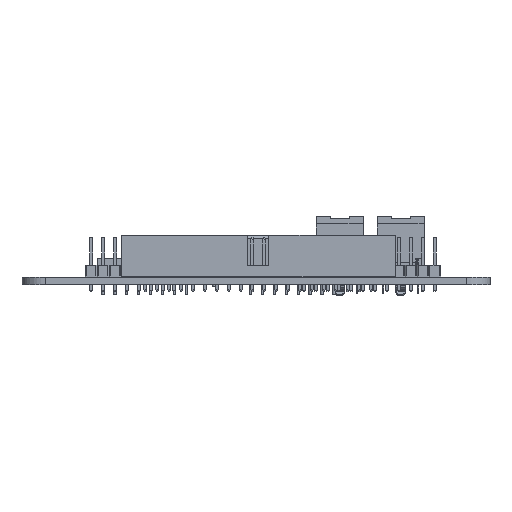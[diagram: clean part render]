
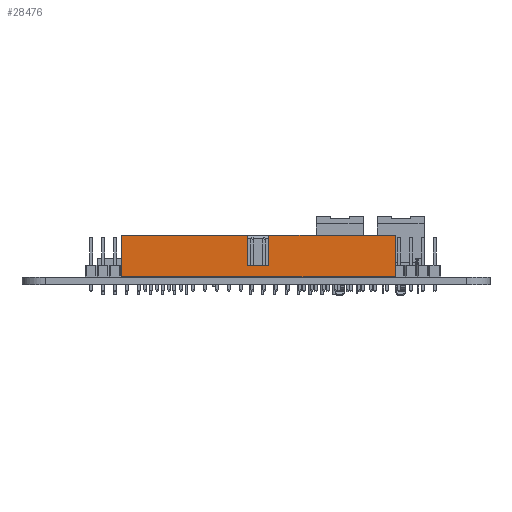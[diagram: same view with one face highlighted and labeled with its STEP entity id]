
A CAD part, front view. The second image highlights one B-rep face of the part: STEP entity #28476.
In plain terms, the highlighted planar face has unit normal (0, -1, 0).
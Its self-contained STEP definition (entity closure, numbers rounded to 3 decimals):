
#27130 = VERTEX_POINT('',#27131);
#27131 = CARTESIAN_POINT('',(29.23,-4.425,-4.425));
#27137 = EDGE_CURVE('',#27130,#27138,#27140,.T.);
#27138 = VERTEX_POINT('',#27139);
#27139 = CARTESIAN_POINT('',(-29.23,-4.425,-4.425));
#27140 = LINE('',#27141,#27142);
#27141 = CARTESIAN_POINT('',(29.23,-4.425,-4.425));
#27142 = VECTOR('',#27143,1.);
#27143 = DIRECTION('',(-1.,0.,0.));
#28476 = ADVANCED_FACE('',(#28477),#28534,.F.);
#28477 = FACE_BOUND('',#28478,.T.);
#28478 = EDGE_LOOP('',(#28479,#28489,#28497,#28505,#28513,#28519,#28520,
    #28528));
#28479 = ORIENTED_EDGE('',*,*,#28480,.F.);
#28480 = EDGE_CURVE('',#28481,#28483,#28485,.T.);
#28481 = VERTEX_POINT('',#28482);
#28482 = CARTESIAN_POINT('',(2.25,-4.425,-2.075));
#28483 = VERTEX_POINT('',#28484);
#28484 = CARTESIAN_POINT('',(2.25,-4.425,4.425));
#28485 = LINE('',#28486,#28487);
#28486 = CARTESIAN_POINT('',(2.25,-4.425,-2.075));
#28487 = VECTOR('',#28488,1.);
#28488 = DIRECTION('',(0.,0.,1.));
#28489 = ORIENTED_EDGE('',*,*,#28490,.T.);
#28490 = EDGE_CURVE('',#28481,#28491,#28493,.T.);
#28491 = VERTEX_POINT('',#28492);
#28492 = CARTESIAN_POINT('',(-2.25,-4.425,-2.075));
#28493 = LINE('',#28494,#28495);
#28494 = CARTESIAN_POINT('',(2.25,-4.425,-2.075));
#28495 = VECTOR('',#28496,1.);
#28496 = DIRECTION('',(-1.,0.,0.));
#28497 = ORIENTED_EDGE('',*,*,#28498,.T.);
#28498 = EDGE_CURVE('',#28491,#28499,#28501,.T.);
#28499 = VERTEX_POINT('',#28500);
#28500 = CARTESIAN_POINT('',(-2.25,-4.425,4.425));
#28501 = LINE('',#28502,#28503);
#28502 = CARTESIAN_POINT('',(-2.25,-4.425,-2.075));
#28503 = VECTOR('',#28504,1.);
#28504 = DIRECTION('',(0.,0.,1.));
#28505 = ORIENTED_EDGE('',*,*,#28506,.F.);
#28506 = EDGE_CURVE('',#28507,#28499,#28509,.T.);
#28507 = VERTEX_POINT('',#28508);
#28508 = CARTESIAN_POINT('',(-29.23,-4.425,4.425));
#28509 = LINE('',#28510,#28511);
#28510 = CARTESIAN_POINT('',(-29.23,-4.425,4.425));
#28511 = VECTOR('',#28512,1.);
#28512 = DIRECTION('',(1.,0.,0.));
#28513 = ORIENTED_EDGE('',*,*,#28514,.F.);
#28514 = EDGE_CURVE('',#27138,#28507,#28515,.T.);
#28515 = LINE('',#28516,#28517);
#28516 = CARTESIAN_POINT('',(-29.23,-4.425,-4.425));
#28517 = VECTOR('',#28518,1.);
#28518 = DIRECTION('',(0.,0.,1.));
#28519 = ORIENTED_EDGE('',*,*,#27137,.F.);
#28520 = ORIENTED_EDGE('',*,*,#28521,.F.);
#28521 = EDGE_CURVE('',#28522,#27130,#28524,.T.);
#28522 = VERTEX_POINT('',#28523);
#28523 = CARTESIAN_POINT('',(29.23,-4.425,4.425));
#28524 = LINE('',#28525,#28526);
#28525 = CARTESIAN_POINT('',(29.23,-4.425,4.425));
#28526 = VECTOR('',#28527,1.);
#28527 = DIRECTION('',(0.,0.,-1.));
#28528 = ORIENTED_EDGE('',*,*,#28529,.F.);
#28529 = EDGE_CURVE('',#28483,#28522,#28530,.T.);
#28530 = LINE('',#28531,#28532);
#28531 = CARTESIAN_POINT('',(-29.23,-4.425,4.425));
#28532 = VECTOR('',#28533,1.);
#28533 = DIRECTION('',(1.,0.,0.));
#28534 = PLANE('',#28535);
#28535 = AXIS2_PLACEMENT_3D('',#28536,#28537,#28538);
#28536 = CARTESIAN_POINT('',(0.,-4.425,0.));
#28537 = DIRECTION('',(0.,1.,0.));
#28538 = DIRECTION('',(0.,-0.,1.));
